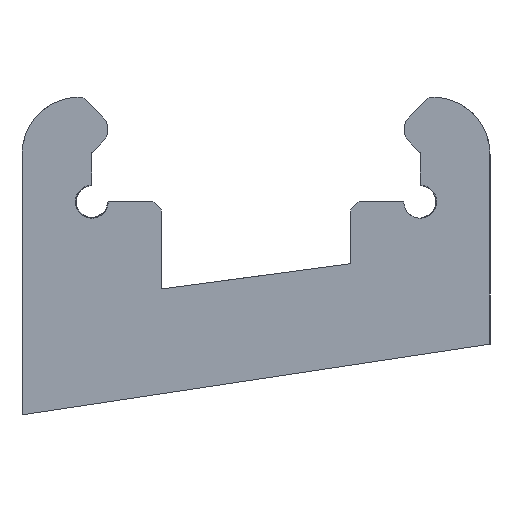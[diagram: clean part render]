
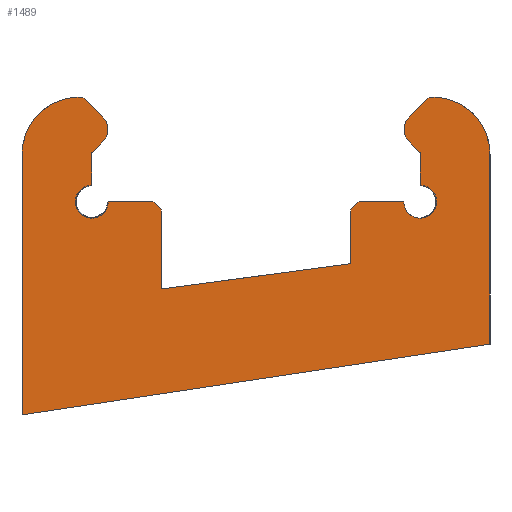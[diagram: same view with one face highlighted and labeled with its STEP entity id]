
A CAD part, left-side view. The second image highlights one B-rep face of the part: STEP entity #1489.
In plain terms, the highlighted planar face has unit normal (-1, 0, 0).
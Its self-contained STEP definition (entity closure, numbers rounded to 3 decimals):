
#43=CARTESIAN_POINT('',(-14.434,-4.307,26.452));
#44=VERTEX_POINT('',#43);
#51=CARTESIAN_POINT('',(-14.434,-5.7,25.058));
#52=VERTEX_POINT('',#51);
#53=CARTESIAN_POINT('',(-14.434,-4.307,25.058));
#54=DIRECTION('',(1.,-0.,0.));
#55=DIRECTION('',(-0.,0.,1.));
#56=AXIS2_PLACEMENT_3D('',#53,#54,#55);
#57=CIRCLE('',#56,1.393);
#58=EDGE_CURVE('',#44,#52,#57,.T.);
#82=CARTESIAN_POINT('',(-14.434,-4.215,26.452));
#83=VERTEX_POINT('',#82);
#90=CARTESIAN_POINT('',(-14.434,-4.215,26.452));
#91=DIRECTION('',(0.,-1.,0.));
#92=VECTOR('',#91,0.092);
#93=LINE('',#90,#92);
#94=EDGE_CURVE('',#83,#44,#93,.T.);
#113=CARTESIAN_POINT('',(-14.434,-3.736,25.973));
#114=VERTEX_POINT('',#113);
#121=CARTESIAN_POINT('',(-14.434,-3.736,25.973));
#122=DIRECTION('',(-0.,-0.707,0.707));
#123=VECTOR('',#122,0.677);
#124=LINE('',#121,#123);
#125=EDGE_CURVE('',#114,#83,#124,.T.);
#145=CARTESIAN_POINT('',(-14.434,-3.736,25.363));
#146=VERTEX_POINT('',#145);
#153=CARTESIAN_POINT('',(-14.434,-4.041,25.668));
#154=DIRECTION('',(1.,-0.,0.));
#155=DIRECTION('',(-0.,0.,1.));
#156=AXIS2_PLACEMENT_3D('',#153,#154,#155);
#157=CIRCLE('',#156,0.431);
#158=EDGE_CURVE('',#146,#114,#157,.T.);
#177=CARTESIAN_POINT('',(-14.434,-3.994,25.105));
#178=VERTEX_POINT('',#177);
#185=CARTESIAN_POINT('',(-14.434,-3.994,25.105));
#186=DIRECTION('',(-0.,0.707,0.707));
#187=VECTOR('',#186,0.365);
#188=LINE('',#185,#187);
#189=EDGE_CURVE('',#178,#146,#188,.T.);
#219=CARTESIAN_POINT('',(-14.434,-4.,23.505));
#220=VERTEX_POINT('',#219);
#227=CARTESIAN_POINT('',(-14.434,-4.,24.305));
#228=VERTEX_POINT('',#227);
#229=CARTESIAN_POINT('',(-14.434,-4.,23.905));
#230=DIRECTION('',(-1.,0.,-0.));
#231=DIRECTION('',(0.,0.,-1.));
#232=AXIS2_PLACEMENT_3D('',#229,#230,#231);
#233=CIRCLE('',#232,0.4);
#234=EDGE_CURVE('',#220,#228,#233,.T.);
#315=CARTESIAN_POINT('',(-14.434,-4.,25.105));
#316=VERTEX_POINT('',#315);
#323=CARTESIAN_POINT('',(-14.434,-4.,25.105));
#324=DIRECTION('',(0.,1.,0.));
#325=VECTOR('',#324,0.006);
#326=LINE('',#323,#325);
#327=EDGE_CURVE('',#316,#178,#326,.T.);
#353=CARTESIAN_POINT('',(-14.434,-4.,24.305));
#354=DIRECTION('',(-0.,0.,1.));
#355=VECTOR('',#354,0.8);
#356=LINE('',#353,#355);
#357=EDGE_CURVE('',#228,#316,#356,.T.);
#370=CARTESIAN_POINT('',(-14.434,2.308,23.704));
#371=VERTEX_POINT('',#370);
#386=CARTESIAN_POINT('',(-14.434,2.509,23.905));
#387=VERTEX_POINT('',#386);
#394=CARTESIAN_POINT('',(-14.434,2.509,23.905));
#395=DIRECTION('',(0.,-0.707,-0.707));
#396=VECTOR('',#395,0.285);
#397=LINE('',#394,#396);
#398=EDGE_CURVE('',#387,#371,#397,.T.);
#481=CARTESIAN_POINT('',(-14.434,2.308,21.78));
#482=VERTEX_POINT('',#481);
#483=CARTESIAN_POINT('',(-14.434,2.308,21.78));
#484=DIRECTION('',(-0.,0.,1.));
#485=VECTOR('',#484,1.924);
#486=LINE('',#483,#485);
#487=EDGE_CURVE('',#482,#371,#486,.T.);
#604=CARTESIAN_POINT('',(-14.434,5.7,18.715));
#605=VERTEX_POINT('',#604);
#612=CARTESIAN_POINT('',(-14.434,5.7,25.058));
#613=VERTEX_POINT('',#612);
#614=CARTESIAN_POINT('',(-14.434,5.7,18.715));
#615=DIRECTION('',(-0.,0.,1.));
#616=VECTOR('',#615,6.343);
#617=LINE('',#614,#616);
#618=EDGE_CURVE('',#605,#613,#617,.T.);
#668=CARTESIAN_POINT('',(-14.434,3.6,23.905));
#669=VERTEX_POINT('',#668);
#676=CARTESIAN_POINT('',(-14.434,2.509,23.905));
#677=DIRECTION('',(0.,1.,0.));
#678=VECTOR('',#677,1.091);
#679=LINE('',#676,#678);
#680=EDGE_CURVE('',#387,#669,#679,.T.);
#771=CARTESIAN_POINT('',(-14.434,-2.509,23.905));
#772=VERTEX_POINT('',#771);
#787=CARTESIAN_POINT('',(-14.434,-2.308,23.704));
#788=VERTEX_POINT('',#787);
#795=CARTESIAN_POINT('',(-14.434,-2.308,23.704));
#796=DIRECTION('',(-0.,-0.707,0.707));
#797=VECTOR('',#796,0.285);
#798=LINE('',#795,#797);
#799=EDGE_CURVE('',#788,#772,#798,.T.);
#843=CARTESIAN_POINT('',(-14.434,-2.308,22.396));
#844=VERTEX_POINT('',#843);
#851=CARTESIAN_POINT('',(-14.434,-2.308,23.704));
#852=DIRECTION('',(0.,0.,-1.));
#853=VECTOR('',#852,1.308);
#854=LINE('',#851,#853);
#855=EDGE_CURVE('',#788,#844,#854,.T.);
#948=CARTESIAN_POINT('',(-14.434,-5.7,20.435));
#949=VERTEX_POINT('',#948);
#950=CARTESIAN_POINT('',(-14.434,-5.7,20.435));
#951=DIRECTION('',(-0.,0.,1.));
#952=VECTOR('',#951,4.623);
#953=LINE('',#950,#952);
#954=EDGE_CURVE('',#949,#52,#953,.T.);
#987=CARTESIAN_POINT('',(-14.434,-3.6,23.905));
#988=VERTEX_POINT('',#987);
#1012=CARTESIAN_POINT('',(-14.434,-3.6,23.905));
#1013=DIRECTION('',(0.,1.,0.));
#1014=VECTOR('',#1013,1.091);
#1015=LINE('',#1012,#1014);
#1016=EDGE_CURVE('',#988,#772,#1015,.T.);
#1100=CARTESIAN_POINT('',(-14.434,4.,25.105));
#1101=VERTEX_POINT('',#1100);
#1108=CARTESIAN_POINT('',(-14.434,4.,24.305));
#1109=VERTEX_POINT('',#1108);
#1110=CARTESIAN_POINT('',(-14.434,4.,25.105));
#1111=DIRECTION('',(0.,0.,-1.));
#1112=VECTOR('',#1111,0.8);
#1113=LINE('',#1110,#1112);
#1114=EDGE_CURVE('',#1101,#1109,#1113,.T.);
#1139=CARTESIAN_POINT('',(-14.434,3.994,25.105));
#1140=VERTEX_POINT('',#1139);
#1147=CARTESIAN_POINT('',(-14.434,3.994,25.105));
#1148=DIRECTION('',(0.,1.,0.));
#1149=VECTOR('',#1148,0.006);
#1150=LINE('',#1147,#1149);
#1151=EDGE_CURVE('',#1140,#1101,#1150,.T.);
#1164=CARTESIAN_POINT('',(-14.434,3.736,25.363));
#1165=VERTEX_POINT('',#1164);
#1172=CARTESIAN_POINT('',(-14.434,3.736,25.363));
#1173=DIRECTION('',(0.,0.707,-0.707));
#1174=VECTOR('',#1173,0.365);
#1175=LINE('',#1172,#1174);
#1176=EDGE_CURVE('',#1165,#1140,#1175,.T.);
#1187=CARTESIAN_POINT('',(-14.434,3.736,25.973));
#1188=VERTEX_POINT('',#1187);
#1195=CARTESIAN_POINT('',(-14.434,4.041,25.668));
#1196=DIRECTION('',(1.,-0.,0.));
#1197=DIRECTION('',(-0.,0.,1.));
#1198=AXIS2_PLACEMENT_3D('',#1195,#1196,#1197);
#1199=CIRCLE('',#1198,0.431);
#1200=EDGE_CURVE('',#1188,#1165,#1199,.T.);
#1212=CARTESIAN_POINT('',(-14.434,4.215,26.452));
#1213=VERTEX_POINT('',#1212);
#1220=CARTESIAN_POINT('',(-14.434,4.215,26.452));
#1221=DIRECTION('',(0.,-0.707,-0.707));
#1222=VECTOR('',#1221,0.677);
#1223=LINE('',#1220,#1222);
#1224=EDGE_CURVE('',#1213,#1188,#1223,.T.);
#1237=CARTESIAN_POINT('',(-14.434,4.307,26.452));
#1238=VERTEX_POINT('',#1237);
#1245=CARTESIAN_POINT('',(-14.434,4.307,26.452));
#1246=DIRECTION('',(0.,-1.,0.));
#1247=VECTOR('',#1246,0.092);
#1248=LINE('',#1245,#1247);
#1249=EDGE_CURVE('',#1238,#1213,#1248,.T.);
#1292=CARTESIAN_POINT('',(-14.434,4.307,25.058));
#1293=DIRECTION('',(1.,-0.,0.));
#1294=DIRECTION('',(-0.,0.,1.));
#1295=AXIS2_PLACEMENT_3D('',#1292,#1293,#1294);
#1296=CIRCLE('',#1295,1.393);
#1297=EDGE_CURVE('',#613,#1238,#1296,.T.);
#1310=CARTESIAN_POINT('',(-14.434,5.7,18.715));
#1311=DIRECTION('',(-0.,-0.989,0.149));
#1312=VECTOR('',#1311,11.529);
#1313=LINE('',#1310,#1312);
#1314=EDGE_CURVE('',#605,#949,#1313,.T.);
#1365=CARTESIAN_POINT('',(-14.434,-2.308,22.396));
#1366=DIRECTION('',(0.,0.991,-0.132));
#1367=VECTOR('',#1366,4.657);
#1368=LINE('',#1365,#1367);
#1369=EDGE_CURVE('',#844,#482,#1368,.T.);
#1438=CARTESIAN_POINT('',(-14.434,4.,23.905));
#1439=DIRECTION('',(1.,0.,0.));
#1440=DIRECTION('',(-0.,0.,1.));
#1441=AXIS2_PLACEMENT_3D('',#1438,#1439,#1440);
#1442=CIRCLE('',#1441,0.4);
#1443=EDGE_CURVE('',#669,#1109,#1442,.T.);
#1449=CARTESIAN_POINT('',(-14.434,4.,20.421));
#1450=DIRECTION('',(1.,0.,0.));
#1451=DIRECTION('',(-0.,0.,1.));
#1452=AXIS2_PLACEMENT_3D('',#1449,#1450,#1451);
#1453=PLANE('',#1452);
#1454=ORIENTED_EDGE('',*,*,#234,.F.);
#1455=CARTESIAN_POINT('',(-14.434,-4.,23.905));
#1456=DIRECTION('',(-1.,0.,-0.));
#1457=DIRECTION('',(0.,0.,-1.));
#1458=AXIS2_PLACEMENT_3D('',#1455,#1456,#1457);
#1459=CIRCLE('',#1458,0.4);
#1460=EDGE_CURVE('',#988,#220,#1459,.T.);
#1461=ORIENTED_EDGE('',*,*,#1460,.F.);
#1462=ORIENTED_EDGE('',*,*,#1016,.T.);
#1463=ORIENTED_EDGE('',*,*,#799,.F.);
#1464=ORIENTED_EDGE('',*,*,#855,.T.);
#1465=ORIENTED_EDGE('',*,*,#1369,.T.);
#1466=ORIENTED_EDGE('',*,*,#487,.T.);
#1467=ORIENTED_EDGE('',*,*,#398,.F.);
#1468=ORIENTED_EDGE('',*,*,#680,.T.);
#1469=ORIENTED_EDGE('',*,*,#1443,.T.);
#1470=ORIENTED_EDGE('',*,*,#1114,.F.);
#1471=ORIENTED_EDGE('',*,*,#1151,.F.);
#1472=ORIENTED_EDGE('',*,*,#1176,.F.);
#1473=ORIENTED_EDGE('',*,*,#1200,.F.);
#1474=ORIENTED_EDGE('',*,*,#1224,.F.);
#1475=ORIENTED_EDGE('',*,*,#1249,.F.);
#1476=ORIENTED_EDGE('',*,*,#1297,.F.);
#1477=ORIENTED_EDGE('',*,*,#618,.F.);
#1478=ORIENTED_EDGE('',*,*,#1314,.T.);
#1479=ORIENTED_EDGE('',*,*,#954,.T.);
#1480=ORIENTED_EDGE('',*,*,#58,.F.);
#1481=ORIENTED_EDGE('',*,*,#94,.F.);
#1482=ORIENTED_EDGE('',*,*,#125,.F.);
#1483=ORIENTED_EDGE('',*,*,#158,.F.);
#1484=ORIENTED_EDGE('',*,*,#189,.F.);
#1485=ORIENTED_EDGE('',*,*,#327,.F.);
#1486=ORIENTED_EDGE('',*,*,#357,.F.);
#1487=EDGE_LOOP('',(#1454,#1461,#1462,#1463,#1464,#1465,#1466,#1467,#1468,#1469,#1470,#1471,#1472,#1473,#1474,#1475,#1476,#1477,#1478,#1479,#1480,#1481,#1482,#1483,#1484,#1485,
#1486));
#1488=FACE_BOUND('',#1487,.T.);
#1489=ADVANCED_FACE('',(#1488),#1453,.F.);
